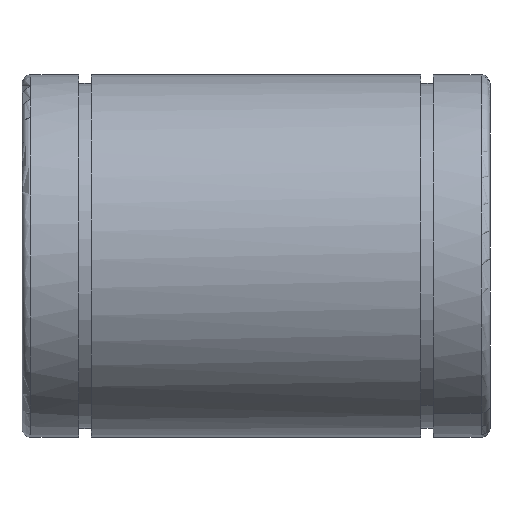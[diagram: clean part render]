
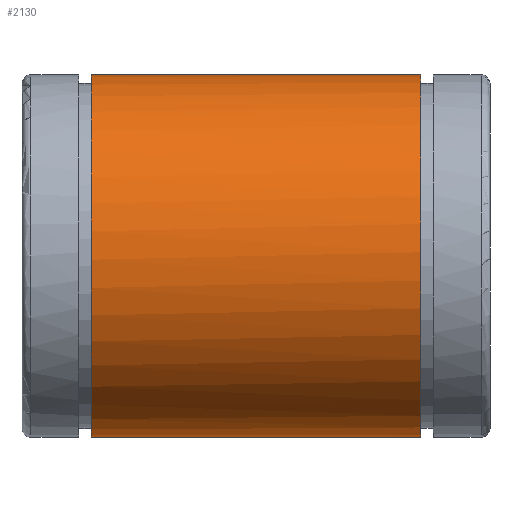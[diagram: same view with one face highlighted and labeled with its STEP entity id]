
A CAD part, front view. The second image highlights one B-rep face of the part: STEP entity #2130.
In plain terms, the highlighted cylindrical face has radius 31 mm (diameter 62 mm), a partial arc.
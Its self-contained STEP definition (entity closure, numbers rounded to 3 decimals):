
#2122=AXIS2_PLACEMENT_3D('Cylinder Axis2P3D',#2119,#2120,#2121) ;
#1451=CARTESIAN_POINT('Vertex',(11.85,0.,-31.)) ;
#1455=CARTESIAN_POINT('Control Point',(11.85,0.,31.)) ;
#1456=CARTESIAN_POINT('Control Point',(11.85,-3.,31.)) ;
#1457=CARTESIAN_POINT('Control Point',(11.85,-6.001,30.637)) ;
#1458=CARTESIAN_POINT('Control Point',(11.85,-8.943,29.911)) ;
#1459=CARTESIAN_POINT('Control Point',(11.85,-14.592,27.762)) ;
#1460=CARTESIAN_POINT('Control Point',(11.85,-19.566,24.327)) ;
#1461=CARTESIAN_POINT('Control Point',(11.85,-21.832,22.316)) ;
#1462=CARTESIAN_POINT('Control Point',(11.85,-25.833,17.785)) ;
#1463=CARTESIAN_POINT('Control Point',(11.85,-28.638,12.43)) ;
#1464=CARTESIAN_POINT('Control Point',(11.85,-29.708,9.595)) ;
#1465=CARTESIAN_POINT('Control Point',(11.85,-31.141,3.723)) ;
#1466=CARTESIAN_POINT('Control Point',(11.85,-31.133,-2.321)) ;
#1467=CARTESIAN_POINT('Control Point',(11.85,-30.761,-5.329)) ;
#1468=CARTESIAN_POINT('Control Point',(11.85,-29.298,-11.193)) ;
#1469=CARTESIAN_POINT('Control Point',(11.85,-26.478,-16.54)) ;
#1470=CARTESIAN_POINT('Control Point',(11.85,-24.749,-19.029)) ;
#1471=CARTESIAN_POINT('Control Point',(11.85,-20.725,-23.539)) ;
#1472=CARTESIAN_POINT('Control Point',(11.85,-15.742,-26.96)) ;
#1473=CARTESIAN_POINT('Control Point',(11.85,-13.054,-28.359)) ;
#1474=CARTESIAN_POINT('Control Point',(11.85,-8.832,-29.94)) ;
#1475=CARTESIAN_POINT('Control Point',(11.85,-4.419,-30.737)) ;
#1476=CARTESIAN_POINT('Control Point',(11.85,-2.951,-30.912)) ;
#1477=CARTESIAN_POINT('Control Point',(11.85,-1.475,-31.)) ;
#1478=CARTESIAN_POINT('Control Point',(11.85,0.,-31.)) ;
#1479=CARTESIAN_POINT('Vertex',(11.85,0.,31.)) ;
#1551=CARTESIAN_POINT('Line Origine',(40.,0.,31.)) ;
#1555=CARTESIAN_POINT('Vertex',(68.15,0.,31.)) ;
#1576=CARTESIAN_POINT('Control Point',(68.15,0.,-31.)) ;
#1577=CARTESIAN_POINT('Control Point',(68.15,-3.,-31.)) ;
#1578=CARTESIAN_POINT('Control Point',(68.15,-6.001,-30.637)) ;
#1579=CARTESIAN_POINT('Control Point',(68.15,-8.943,-29.911)) ;
#1580=CARTESIAN_POINT('Control Point',(68.15,-14.592,-27.762)) ;
#1581=CARTESIAN_POINT('Control Point',(68.15,-19.566,-24.327)) ;
#1582=CARTESIAN_POINT('Control Point',(68.15,-21.832,-22.316)) ;
#1583=CARTESIAN_POINT('Control Point',(68.15,-25.833,-17.785)) ;
#1584=CARTESIAN_POINT('Control Point',(68.15,-28.638,-12.43)) ;
#1585=CARTESIAN_POINT('Control Point',(68.15,-29.708,-9.595)) ;
#1586=CARTESIAN_POINT('Control Point',(68.15,-31.141,-3.723)) ;
#1587=CARTESIAN_POINT('Control Point',(68.15,-31.133,2.321)) ;
#1588=CARTESIAN_POINT('Control Point',(68.15,-30.761,5.329)) ;
#1589=CARTESIAN_POINT('Control Point',(68.15,-29.298,11.193)) ;
#1590=CARTESIAN_POINT('Control Point',(68.15,-26.478,16.54)) ;
#1591=CARTESIAN_POINT('Control Point',(68.15,-24.749,19.029)) ;
#1592=CARTESIAN_POINT('Control Point',(68.15,-20.725,23.539)) ;
#1593=CARTESIAN_POINT('Control Point',(68.15,-15.742,26.96)) ;
#1594=CARTESIAN_POINT('Control Point',(68.15,-13.054,28.359)) ;
#1595=CARTESIAN_POINT('Control Point',(68.15,-8.832,29.94)) ;
#1596=CARTESIAN_POINT('Control Point',(68.15,-4.419,30.737)) ;
#1597=CARTESIAN_POINT('Control Point',(68.15,-2.951,30.912)) ;
#1598=CARTESIAN_POINT('Control Point',(68.15,-1.475,31.)) ;
#1599=CARTESIAN_POINT('Control Point',(68.15,0.,31.)) ;
#1600=CARTESIAN_POINT('Vertex',(68.15,0.,-31.)) ;
#1926=CARTESIAN_POINT('Line Origine',(40.,0.,-31.)) ;
#2119=CARTESIAN_POINT('Axis2P3D Location',(40.,0.,0.)) ;
#1552=DIRECTION('Vector Direction',(1.,0.,0.)) ;
#1927=DIRECTION('Vector Direction',(1.,0.,0.)) ;
#2120=DIRECTION('Axis2P3D Direction',(1.,0.,0.)) ;
#2121=DIRECTION('Axis2P3D XDirection',(0.,0.,1.)) ;
#1553=VECTOR('Line Direction',#1552,1.) ;
#1928=VECTOR('Line Direction',#1927,1.) ;
#2125=ORIENTED_EDGE('',*,*,#1930,.T.) ;
#2126=ORIENTED_EDGE('',*,*,#1602,.T.) ;
#2127=ORIENTED_EDGE('',*,*,#1557,.T.) ;
#2128=ORIENTED_EDGE('',*,*,#1481,.T.) ;
#2130=ADVANCED_FACE('',(#2129),#2123,.T.) ;
#1454=B_SPLINE_CURVE_WITH_KNOTS('',5,(#1455,#1456,#1457,#1458,#1459,#1460,#1461,#1462,#1463,#1464,#1465,#1466,#1467,#1468,#1469,#1470,#1471,#1472,#1473,#1474,#1475,#1476,#1477,#1478),.UNSPECIFIED.,.F.,.U.,(6,3,3,3,3,3,3,6),(0.,21.216,42.432,63.647,84.863,106.079,127.295,137.728),.UNSPECIFIED.) ;
#1575=B_SPLINE_CURVE_WITH_KNOTS('',5,(#1576,#1577,#1578,#1579,#1580,#1581,#1582,#1583,#1584,#1585,#1586,#1587,#1588,#1589,#1590,#1591,#1592,#1593,#1594,#1595,#1596,#1597,#1598,#1599),.UNSPECIFIED.,.F.,.U.,(6,3,3,3,3,3,3,6),(0.,21.216,42.432,63.647,84.863,106.079,127.295,137.728),.UNSPECIFIED.) ;
#2123=CYLINDRICAL_SURFACE('generated cylinder',#2122,31.) ;
#1481=EDGE_CURVE('',#1480,#1452,#1454,.T.) ;
#1557=EDGE_CURVE('',#1556,#1480,#1554,.F.) ;
#1602=EDGE_CURVE('',#1601,#1556,#1575,.T.) ;
#1930=EDGE_CURVE('',#1452,#1601,#1929,.T.) ;
#2124=EDGE_LOOP('',(#2125,#2126,#2127,#2128)) ;
#2129=FACE_OUTER_BOUND('',#2124,.T.) ;
#1554=LINE('Line',#1551,#1553) ;
#1929=LINE('Line',#1926,#1928) ;
#1452=VERTEX_POINT('',#1451) ;
#1480=VERTEX_POINT('',#1479) ;
#1556=VERTEX_POINT('',#1555) ;
#1601=VERTEX_POINT('',#1600) ;
